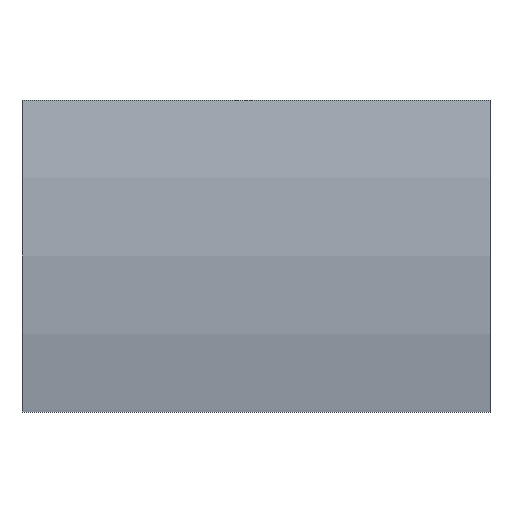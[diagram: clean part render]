
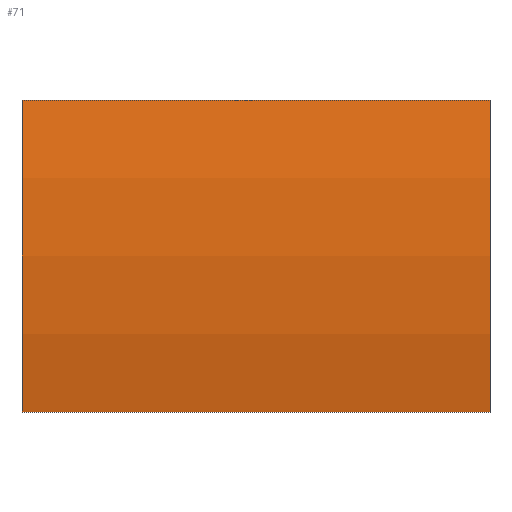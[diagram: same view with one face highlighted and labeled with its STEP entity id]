
A CAD part, left-side view. The second image highlights one B-rep face of the part: STEP entity #71.
In plain terms, the highlighted cylindrical face has radius 45.85 mm (diameter 91.7 mm), a partial arc.
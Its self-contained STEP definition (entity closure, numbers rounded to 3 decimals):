
#2 = VERTEX_POINT ( 'NONE', #10 ) ;
#10 = CARTESIAN_POINT ( 'NONE',  ( -40.391, 0., 10. ) ) ;
#12 = LINE ( 'NONE', #62, #139 ) ;
#14 = DIRECTION ( 'NONE',  ( 0., 0., -1. ) ) ;
#24 = VECTOR ( 'NONE', #186, 1000. ) ;
#25 = EDGE_CURVE ( 'NONE', #145, #2, #12, .T. ) ;
#26 = FACE_OUTER_BOUND ( 'NONE', #48, .T. ) ;
#28 = ORIENTED_EDGE ( 'NONE', *, *, #90, .T. ) ;
#29 = AXIS2_PLACEMENT_3D ( 'NONE', #113, #191, #159 ) ;
#32 = VERTEX_POINT ( 'NONE', #118 ) ;
#34 = CARTESIAN_POINT ( 'NONE',  ( 4.355, 30., 0. ) ) ;
#41 = DIRECTION ( 'NONE',  ( 0., 1., 0. ) ) ;
#48 = EDGE_LOOP ( 'NONE', ( #28, #115, #151, #147 ) ) ;
#62 = CARTESIAN_POINT ( 'NONE',  ( -40.391, 30., 10. ) ) ;
#66 = CARTESIAN_POINT ( 'NONE',  ( -40.391, 30., 10. ) ) ;
#71 = ADVANCED_FACE ( 'NONE', ( #26 ), #83, .T. ) ;
#77 = CIRCLE ( 'NONE', #29, 45.85 ) ;
#80 = CIRCLE ( 'NONE', #130, 45.85 ) ;
#81 = DIRECTION ( 'NONE',  ( 0., -1., 0. ) ) ;
#83 = CYLINDRICAL_SURFACE ( 'NONE', #99, 45.85 ) ;
#85 = DIRECTION ( 'NONE',  ( 0., 0., 1. ) ) ;
#90 = EDGE_CURVE ( 'NONE', #109, #2, #80, .T. ) ;
#99 = AXIS2_PLACEMENT_3D ( 'NONE', #34, #81, #14 ) ;
#106 = EDGE_CURVE ( 'NONE', #32, #109, #168, .T. ) ;
#109 = VERTEX_POINT ( 'NONE', #150 ) ;
#113 = CARTESIAN_POINT ( 'NONE',  ( 4.355, 30., 0. ) ) ;
#115 = ORIENTED_EDGE ( 'NONE', *, *, #25, .F. ) ;
#118 = CARTESIAN_POINT ( 'NONE',  ( -40.391, 30., -10. ) ) ;
#130 = AXIS2_PLACEMENT_3D ( 'NONE', #148, #41, #85 ) ;
#139 = VECTOR ( 'NONE', #195, 1000. ) ;
#145 = VERTEX_POINT ( 'NONE', #66 ) ;
#147 = ORIENTED_EDGE ( 'NONE', *, *, #106, .T. ) ;
#148 = CARTESIAN_POINT ( 'NONE',  ( 4.355, 0., 0. ) ) ;
#150 = CARTESIAN_POINT ( 'NONE',  ( -40.391, 0., -10. ) ) ;
#151 = ORIENTED_EDGE ( 'NONE', *, *, #171, .F. ) ;
#154 = CARTESIAN_POINT ( 'NONE',  ( -40.391, 30., -10. ) ) ;
#159 = DIRECTION ( 'NONE',  ( 0., 0., 1. ) ) ;
#168 = LINE ( 'NONE', #154, #24 ) ;
#171 = EDGE_CURVE ( 'NONE', #32, #145, #77, .T. ) ;
#186 = DIRECTION ( 'NONE',  ( 0., -1., 0. ) ) ;
#191 = DIRECTION ( 'NONE',  ( 0., 1., 0. ) ) ;
#195 = DIRECTION ( 'NONE',  ( 0., -1., 0. ) ) ;
